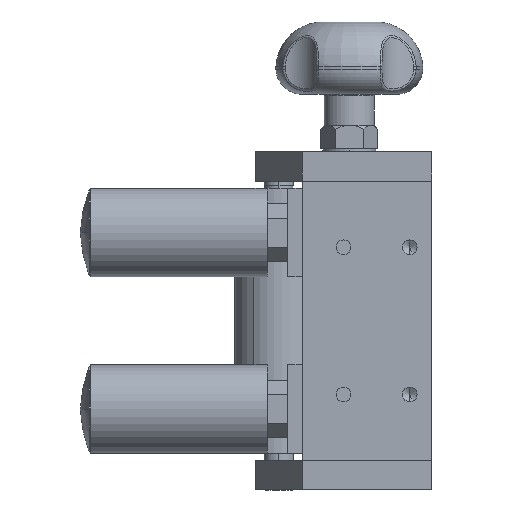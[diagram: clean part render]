
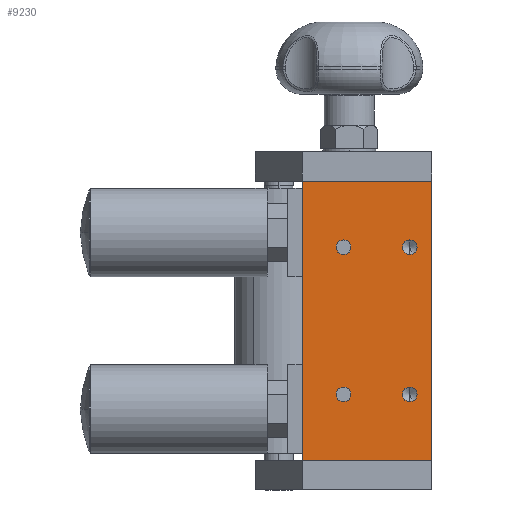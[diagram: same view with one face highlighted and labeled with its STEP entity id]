
A CAD part, left-side view. The second image highlights one B-rep face of the part: STEP entity #9230.
In plain terms, the highlighted planar face has unit normal (-1, 0, 0).
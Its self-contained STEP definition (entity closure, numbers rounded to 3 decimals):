
#5 = ORIENTED_EDGE ( 'NONE', *, *, #5809, .F. ) ;
#103 = AXIS2_PLACEMENT_3D ( 'NONE', #12918, #5701, #14155 ) ;
#290 = CIRCLE ( 'NONE', #15456, 2.5 ) ;
#326 = ORIENTED_EDGE ( 'NONE', *, *, #3432, .F. ) ;
#814 = CIRCLE ( 'NONE', #103, 2.5 ) ;
#833 = FACE_BOUND ( 'NONE', #14536, .T. ) ;
#881 = CARTESIAN_POINT ( 'NONE',  ( -25.104, -16.477, -25. ) ) ;
#1077 = EDGE_CURVE ( 'NONE', #8142, #13876, #7518, .T. ) ;
#1080 = EDGE_LOOP ( 'NONE', ( #10693, #14207 ) ) ;
#1083 = CARTESIAN_POINT ( 'NONE',  ( -25.104, -16.477, 27.5 ) ) ;
#1213 = CARTESIAN_POINT ( 'NONE',  ( -25.104, 20.023, 47.5 ) ) ;
#1529 = VERTEX_POINT ( 'NONE', #12554 ) ;
#1550 = CARTESIAN_POINT ( 'NONE',  ( -25.104, 20.023, -47.5 ) ) ;
#1602 = ORIENTED_EDGE ( 'NONE', *, *, #7859, .F. ) ;
#1773 = CARTESIAN_POINT ( 'NONE',  ( -25.104, 20.023, 47.5 ) ) ;
#1856 = DIRECTION ( 'NONE',  ( -1., 0., 0. ) ) ;
#2095 = CARTESIAN_POINT ( 'NONE',  ( -25.104, 6.023, 27.5 ) ) ;
#2115 = DIRECTION ( 'NONE',  ( 0., 0., 1. ) ) ;
#2121 = DIRECTION ( 'NONE',  ( -1., 0., 0. ) ) ;
#2149 = CARTESIAN_POINT ( 'NONE',  ( -25.104, -16.477, 22.5 ) ) ;
#2165 = DIRECTION ( 'NONE',  ( -1., 0., 0. ) ) ;
#2406 = VERTEX_POINT ( 'NONE', #11924 ) ;
#2425 = DIRECTION ( 'NONE',  ( 0., 0., 1. ) ) ;
#2569 = CIRCLE ( 'NONE', #6957, 2.5 ) ;
#3073 = VERTEX_POINT ( 'NONE', #6263 ) ;
#3292 = EDGE_CURVE ( 'NONE', #7904, #12345, #11461, .T. ) ;
#3427 = CARTESIAN_POINT ( 'NONE',  ( -25.104, 6.023, 25. ) ) ;
#3432 = EDGE_CURVE ( 'NONE', #7212, #11429, #5994, .T. ) ;
#3504 = DIRECTION ( 'NONE',  ( -1., 0., 0. ) ) ;
#3694 = DIRECTION ( 'NONE',  ( -1., 0., 0. ) ) ;
#3697 = FACE_OUTER_BOUND ( 'NONE', #11716, .T. ) ;
#3770 = ORIENTED_EDGE ( 'NONE', *, *, #9065, .F. ) ;
#3796 = EDGE_CURVE ( 'NONE', #1529, #13876, #5035, .T. ) ;
#3802 = AXIS2_PLACEMENT_3D ( 'NONE', #9344, #2121, #10569 ) ;
#3937 = AXIS2_PLACEMENT_3D ( 'NONE', #1550, #12411, #5187 ) ;
#3979 = PLANE ( 'NONE',  #3937 ) ;
#4260 = AXIS2_PLACEMENT_3D ( 'NONE', #10933, #3694, #12147 ) ;
#4624 = EDGE_CURVE ( 'NONE', #14630, #4721, #814, .T. ) ;
#4629 = DIRECTION ( 'NONE',  ( 0., 0., 1. ) ) ;
#4721 = VERTEX_POINT ( 'NONE', #5868 ) ;
#5035 = LINE ( 'NONE', #10370, #14300 ) ;
#5187 = DIRECTION ( 'NONE',  ( 0., 0., 1. ) ) ;
#5701 = DIRECTION ( 'NONE',  ( -1., 0., 0. ) ) ;
#5809 = EDGE_CURVE ( 'NONE', #11429, #7212, #11349, .T. ) ;
#5868 = CARTESIAN_POINT ( 'NONE',  ( -25.104, 6.023, -22.5 ) ) ;
#5976 = CIRCLE ( 'NONE', #9089, 2.5 ) ;
#5992 = CIRCLE ( 'NONE', #4260, 2.5 ) ;
#5994 = CIRCLE ( 'NONE', #11451, 2.5 ) ;
#6263 = CARTESIAN_POINT ( 'NONE',  ( -25.104, 20.023, -47.5 ) ) ;
#6395 = DIRECTION ( 'NONE',  ( 0., -1., 0. ) ) ;
#6890 = FACE_BOUND ( 'NONE', #1080, .T. ) ;
#6957 = AXIS2_PLACEMENT_3D ( 'NONE', #9398, #2165, #10625 ) ;
#7212 = VERTEX_POINT ( 'NONE', #13299 ) ;
#7287 = FACE_BOUND ( 'NONE', #15720, .T. ) ;
#7518 = LINE ( 'NONE', #1213, #13185 ) ;
#7859 = EDGE_CURVE ( 'NONE', #15687, #2406, #290, .T. ) ;
#7904 = VERTEX_POINT ( 'NONE', #1083 ) ;
#8142 = VERTEX_POINT ( 'NONE', #1773 ) ;
#8397 = DIRECTION ( 'NONE',  ( 0., -1., 0. ) ) ;
#8405 = ORIENTED_EDGE ( 'NONE', *, *, #4624, .F. ) ;
#8828 = EDGE_CURVE ( 'NONE', #12345, #7904, #2569, .T. ) ;
#9065 = EDGE_CURVE ( 'NONE', #2406, #15687, #5976, .T. ) ;
#9087 = CARTESIAN_POINT ( 'NONE',  ( -25.104, -16.477, 25. ) ) ;
#9089 = AXIS2_PLACEMENT_3D ( 'NONE', #10742, #3504, #11959 ) ;
#9230 = ADVANCED_FACE ( 'NONE', ( #10108, #833, #7287, #6890, #3697 ), #3979, .T. ) ;
#9341 = DIRECTION ( 'NONE',  ( -1., 0., 0. ) ) ;
#9344 = CARTESIAN_POINT ( 'NONE',  ( -25.104, -16.477, -25. ) ) ;
#9398 = CARTESIAN_POINT ( 'NONE',  ( -25.104, -16.477, 25. ) ) ;
#9622 = LINE ( 'NONE', #10018, #15678 ) ;
#9782 = ORIENTED_EDGE ( 'NONE', *, *, #11192, .F. ) ;
#10018 = CARTESIAN_POINT ( 'NONE',  ( -25.104, 20.023, -47.5 ) ) ;
#10108 = FACE_BOUND ( 'NONE', #11551, .T. ) ;
#10287 = DIRECTION ( 'NONE',  ( 0., 0., 1. ) ) ;
#10370 = CARTESIAN_POINT ( 'NONE',  ( -25.104, -23.977, -47.5 ) ) ;
#10569 = DIRECTION ( 'NONE',  ( 0., 0., 1. ) ) ;
#10625 = DIRECTION ( 'NONE',  ( 0., 0., 1. ) ) ;
#10673 = ORIENTED_EDGE ( 'NONE', *, *, #1077, .F. ) ;
#10693 = ORIENTED_EDGE ( 'NONE', *, *, #3292, .F. ) ;
#10742 = CARTESIAN_POINT ( 'NONE',  ( -25.104, 6.023, 25. ) ) ;
#10861 = CARTESIAN_POINT ( 'NONE',  ( -25.104, 20.023, -47.5 ) ) ;
#10933 = CARTESIAN_POINT ( 'NONE',  ( -25.104, 6.023, -25. ) ) ;
#11192 = EDGE_CURVE ( 'NONE', #4721, #14630, #5992, .T. ) ;
#11349 = CIRCLE ( 'NONE', #3802, 2.5 ) ;
#11429 = VERTEX_POINT ( 'NONE', #12535 ) ;
#11451 = AXIS2_PLACEMENT_3D ( 'NONE', #881, #9341, #2115 ) ;
#11461 = CIRCLE ( 'NONE', #14198, 2.5 ) ;
#11551 = EDGE_LOOP ( 'NONE', ( #9782, #8405 ) ) ;
#11716 = EDGE_LOOP ( 'NONE', ( #10673, #12837, #12820, #13460 ) ) ;
#11864 = DIRECTION ( 'NONE',  ( -1., 0., 0. ) ) ;
#11924 = CARTESIAN_POINT ( 'NONE',  ( -25.104, 6.023, 22.5 ) ) ;
#11959 = DIRECTION ( 'NONE',  ( 0., 0., 1. ) ) ;
#12029 = VECTOR ( 'NONE', #2425, 1000. ) ;
#12147 = DIRECTION ( 'NONE',  ( 0., 0., 1. ) ) ;
#12345 = VERTEX_POINT ( 'NONE', #2149 ) ;
#12411 = DIRECTION ( 'NONE',  ( -1., 0., 0. ) ) ;
#12535 = CARTESIAN_POINT ( 'NONE',  ( -25.104, -16.477, -22.5 ) ) ;
#12554 = CARTESIAN_POINT ( 'NONE',  ( -25.104, -23.977, -47.5 ) ) ;
#12764 = CARTESIAN_POINT ( 'NONE',  ( -25.104, -23.977, 47.5 ) ) ;
#12820 = ORIENTED_EDGE ( 'NONE', *, *, #15553, .T. ) ;
#12837 = ORIENTED_EDGE ( 'NONE', *, *, #14259, .F. ) ;
#12918 = CARTESIAN_POINT ( 'NONE',  ( -25.104, 6.023, -25. ) ) ;
#13185 = VECTOR ( 'NONE', #8397, 1000. ) ;
#13299 = CARTESIAN_POINT ( 'NONE',  ( -25.104, -16.477, -27.5 ) ) ;
#13460 = ORIENTED_EDGE ( 'NONE', *, *, #3796, .T. ) ;
#13876 = VERTEX_POINT ( 'NONE', #12764 ) ;
#14155 = DIRECTION ( 'NONE',  ( 0., 0., 1. ) ) ;
#14198 = AXIS2_PLACEMENT_3D ( 'NONE', #9087, #1856, #10287 ) ;
#14207 = ORIENTED_EDGE ( 'NONE', *, *, #8828, .F. ) ;
#14259 = EDGE_CURVE ( 'NONE', #3073, #8142, #15230, .T. ) ;
#14300 = VECTOR ( 'NONE', #15142, 1000. ) ;
#14536 = EDGE_LOOP ( 'NONE', ( #1602, #3770 ) ) ;
#14630 = VERTEX_POINT ( 'NONE', #15381 ) ;
#15142 = DIRECTION ( 'NONE',  ( 0., 0., 1. ) ) ;
#15230 = LINE ( 'NONE', #10861, #12029 ) ;
#15381 = CARTESIAN_POINT ( 'NONE',  ( -25.104, 6.023, -27.5 ) ) ;
#15456 = AXIS2_PLACEMENT_3D ( 'NONE', #3427, #11864, #4629 ) ;
#15553 = EDGE_CURVE ( 'NONE', #3073, #1529, #9622, .T. ) ;
#15678 = VECTOR ( 'NONE', #6395, 1000. ) ;
#15687 = VERTEX_POINT ( 'NONE', #2095 ) ;
#15720 = EDGE_LOOP ( 'NONE', ( #5, #326 ) ) ;
